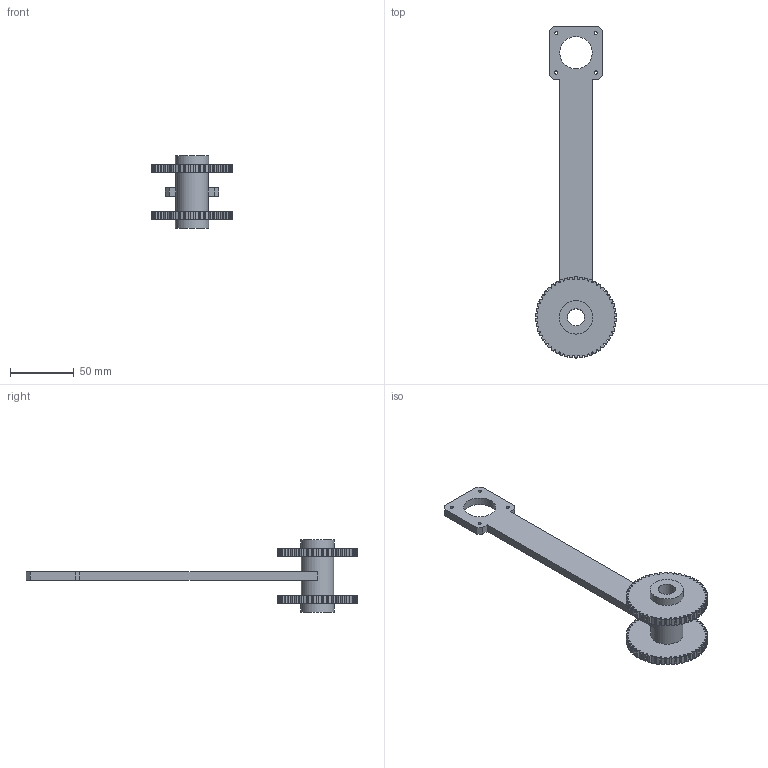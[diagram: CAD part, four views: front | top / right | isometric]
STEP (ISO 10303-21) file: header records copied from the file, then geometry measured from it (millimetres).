
FILE_DESCRIPTION(/* description */ (''),/* implementation_level */ '2;1');
FILE_NAME(/* name */ 'arm_proximal.stp',/* time_stamp */ '2019-06-03T15:18:36-07:00',/* author */ ('Nathan'),/* organization */ (''),/* preprocessor_version */ 'ST-DEVELOPER v17',/* originating_system */ 'Autodesk Inventor 2019',/* authorisation */ '');
FILE_SCHEMA (('AUTOMOTIVE_DESIGN { 1 0 10303 214 3 1 1 }'));
Length unit declared in the file: inch
Products named in the file (1): arm_proximal
Bounding box: 63.47 x 260.35 x 56.52 mm (x, y, z)
Volume: 89536.5 mm3; surface area: 35895.8 mm2
Topology: 1 solids, 1 shells, 428 faces, 1269 edges, 847 vertices
Faces by surface type: cylinder 409, plane 19
Full cylindrical faces by diameter (mm): 2.5 x4, 13.462 x1, 25.4 x2, 26.162 x2
Entity records: 14907 total; most frequent: DIRECTION 2952, CARTESIAN_POINT 2545, ORIENTED_EDGE 2538, EDGE_CURVE 1269, AXIS2_PLACEMENT_3D 1254, VERTEX_POINT 847, CIRCLE 825, EDGE_LOOP 444
